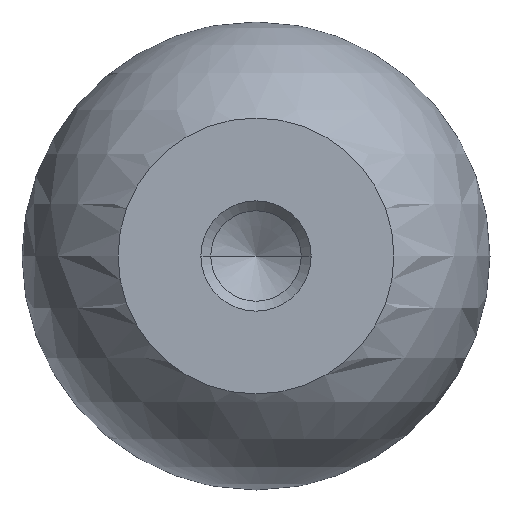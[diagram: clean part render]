
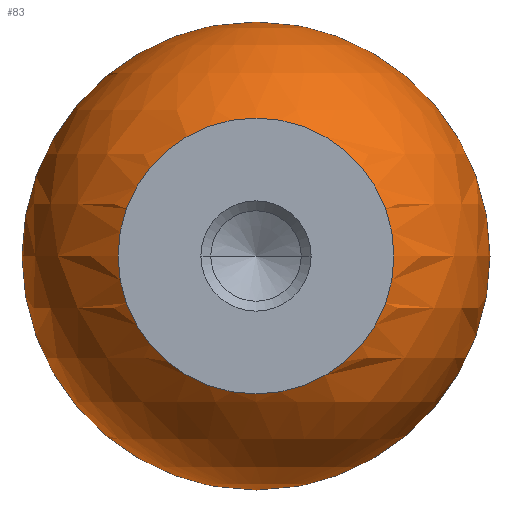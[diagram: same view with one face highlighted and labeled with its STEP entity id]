
A CAD part, front view. The second image highlights one B-rep face of the part: STEP entity #83.
In plain terms, the highlighted spherical face has radius 12.723 mm.
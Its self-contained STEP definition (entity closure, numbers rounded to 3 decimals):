
#83 = ADVANCED_FACE( '', ( #102, #103 ), #104, .T. );
#102 = FACE_OUTER_BOUND( '', #122, .T. );
#103 = FACE_OUTER_BOUND( '', #123, .T. );
#104 = SPHERICAL_SURFACE( '', #124, 12.723 );
#122 = EDGE_LOOP( '', ( #177, #178 ) );
#123 = EDGE_LOOP( '', ( #179, #180 ) );
#124 = AXIS2_PLACEMENT_3D( '', #181, #182, #183 );
#177 = ORIENTED_EDGE( '', *, *, #184, .T. );
#178 = ORIENTED_EDGE( '', *, *, #185, .T. );
#179 = ORIENTED_EDGE( '', *, *, #198, .T. );
#180 = ORIENTED_EDGE( '', *, *, #199, .T. );
#181 = CARTESIAN_POINT( '', ( 0., 10.277, 0. ) );
#182 = DIRECTION( '', ( 0., 0., 1. ) );
#183 = DIRECTION( '', ( 1., 0., 0. ) );
#184 = EDGE_CURVE( '', #200, #201, #202, .T. );
#185 = EDGE_CURVE( '', #201, #200, #203, .T. );
#198 = EDGE_CURVE( '', #223, #224, #225, .T. );
#199 = EDGE_CURVE( '', #224, #223, #226, .T. );
#200 = VERTEX_POINT( '', #227 );
#201 = VERTEX_POINT( '', #228 );
#202 = CIRCLE( '', #229, 12.723 );
#203 = CIRCLE( '', #230, 12.723 );
#223 = VERTEX_POINT( '', #256 );
#224 = VERTEX_POINT( '', #257 );
#225 = CIRCLE( '', #258, 7.5 );
#226 = CIRCLE( '', #259, 7.5 );
#227 = CARTESIAN_POINT( '', ( 0., 10.277, -12.723 ) );
#228 = CARTESIAN_POINT( '', ( 0., 10.277, 12.723 ) );
#229 = AXIS2_PLACEMENT_3D( '', #260, #261, #262 );
#230 = AXIS2_PLACEMENT_3D( '', #263, #264, #265 );
#256 = CARTESIAN_POINT( '', ( 7.5, 0., 0. ) );
#257 = CARTESIAN_POINT( '', ( -7.5, 0., 0. ) );
#258 = AXIS2_PLACEMENT_3D( '', #290, #291, #292 );
#259 = AXIS2_PLACEMENT_3D( '', #293, #294, #295 );
#260 = CARTESIAN_POINT( '', ( 0., 10.277, 0. ) );
#261 = DIRECTION( '', ( 0., -1., 0. ) );
#262 = DIRECTION( '', ( 0., 0., 1. ) );
#263 = CARTESIAN_POINT( '', ( 0., 10.277, 0. ) );
#264 = DIRECTION( '', ( 0., -1., 0. ) );
#265 = DIRECTION( '', ( 0., 0., 1. ) );
#290 = CARTESIAN_POINT( '', ( 0., 0., 0. ) );
#291 = DIRECTION( '', ( 0., 1., 0. ) );
#292 = DIRECTION( '', ( 1., 0., 0. ) );
#293 = CARTESIAN_POINT( '', ( 0., 0., 0. ) );
#294 = DIRECTION( '', ( 0., 1., 0. ) );
#295 = DIRECTION( '', ( 1., 0., 0. ) );
